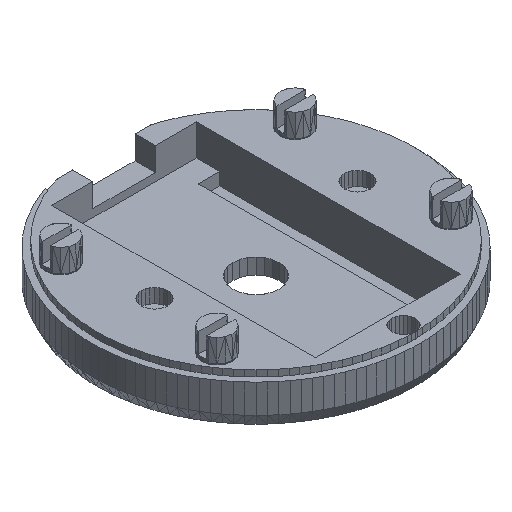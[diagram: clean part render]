
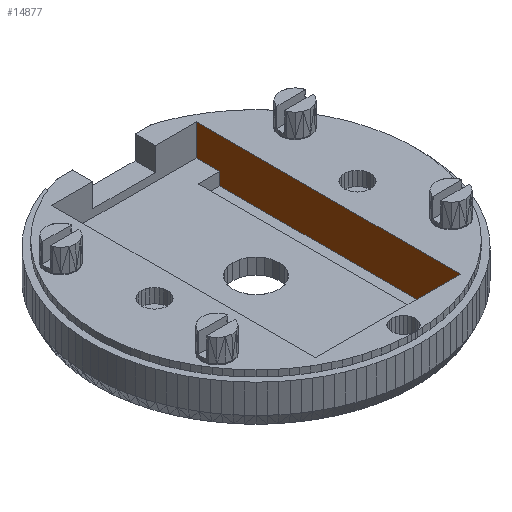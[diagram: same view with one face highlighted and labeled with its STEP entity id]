
A CAD part, isometric view. The second image highlights one B-rep face of the part: STEP entity #14877.
In plain terms, the highlighted planar face has unit normal (-1, 0, 0).
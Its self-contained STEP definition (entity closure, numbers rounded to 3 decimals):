
#582=FACE_OUTER_BOUND('',#1499,.T.);
#1499=EDGE_LOOP('',(#11563,#11564,#11565,#11566,#11567,#11568));
#3197=LINE('',#22734,#5271);
#3200=LINE('',#22740,#5274);
#3208=LINE('',#22755,#5282);
#3209=LINE('',#22758,#5283);
#3210=LINE('',#22760,#5284);
#3211=LINE('',#22761,#5285);
#5271=VECTOR('',#18605,10.);
#5274=VECTOR('',#18610,10.);
#5282=VECTOR('',#18620,10.);
#5283=VECTOR('',#18623,10.);
#5284=VECTOR('',#18624,10.);
#5285=VECTOR('',#18625,10.);
#6791=VERTEX_POINT('',#22731);
#6792=VERTEX_POINT('',#22733);
#6794=VERTEX_POINT('',#22738);
#6800=VERTEX_POINT('',#22753);
#6801=VERTEX_POINT('',#22757);
#6802=VERTEX_POINT('',#22759);
#8511=EDGE_CURVE('',#6791,#6792,#3197,.T.);
#8514=EDGE_CURVE('',#6794,#6791,#3200,.T.);
#8522=EDGE_CURVE('',#6800,#6794,#3208,.T.);
#8523=EDGE_CURVE('',#6801,#6800,#3209,.T.);
#8524=EDGE_CURVE('',#6801,#6802,#3210,.T.);
#8525=EDGE_CURVE('',#6802,#6792,#3211,.T.);
#11563=ORIENTED_EDGE('',*,*,#8523,.F.);
#11564=ORIENTED_EDGE('',*,*,#8524,.T.);
#11565=ORIENTED_EDGE('',*,*,#8525,.T.);
#11566=ORIENTED_EDGE('',*,*,#8511,.F.);
#11567=ORIENTED_EDGE('',*,*,#8514,.F.);
#11568=ORIENTED_EDGE('',*,*,#8522,.F.);
#13961=PLANE('',#15807);
#14877=ADVANCED_FACE('',(#582),#13961,.T.);
#15807=AXIS2_PLACEMENT_3D('',#22756,#18621,#18622);
#18605=DIRECTION('',(0.,0.,1.));
#18610=DIRECTION('',(0.,1.,0.));
#18620=DIRECTION('',(0.,0.,1.));
#18621=DIRECTION('center_axis',(-1.,0.,0.));
#18622=DIRECTION('ref_axis',(0.,0.,1.));
#18623=DIRECTION('',(0.,1.,0.));
#18624=DIRECTION('',(0.,0.,1.));
#18625=DIRECTION('',(0.,1.,0.));
#22731=CARTESIAN_POINT('',(9.27,16.9,2.));
#22733=CARTESIAN_POINT('',(9.27,16.9,6.));
#22734=CARTESIAN_POINT('',(9.27,16.9,2.));
#22738=CARTESIAN_POINT('',(9.27,13.9,2.));
#22740=CARTESIAN_POINT('',(9.27,13.9,2.));
#22753=CARTESIAN_POINT('',(9.27,13.9,0.4));
#22755=CARTESIAN_POINT('',(9.27,13.9,0.4));
#22756=CARTESIAN_POINT('Origin',(9.27,13.9,2.));
#22757=CARTESIAN_POINT('',(9.27,-16.9,0.4));
#22758=CARTESIAN_POINT('',(9.27,-16.9,0.4));
#22759=CARTESIAN_POINT('',(9.27,-16.9,6.));
#22760=CARTESIAN_POINT('',(9.27,-16.9,0.4));
#22761=CARTESIAN_POINT('',(9.27,-16.9,6.));
